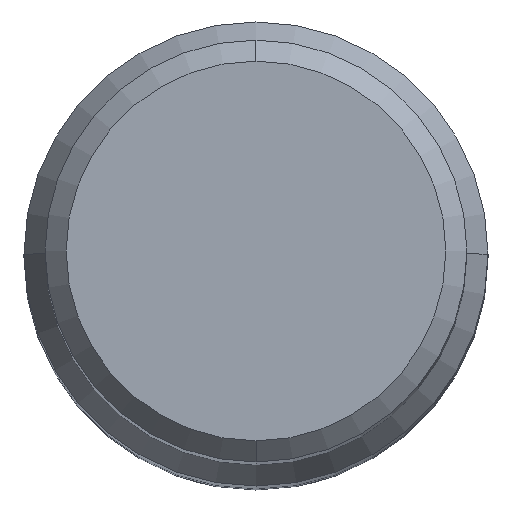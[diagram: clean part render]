
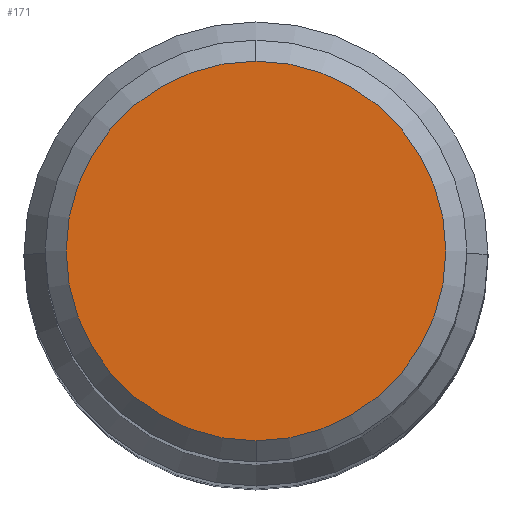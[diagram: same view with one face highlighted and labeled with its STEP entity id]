
A CAD part, top view. The second image highlights one B-rep face of the part: STEP entity #171.
In plain terms, the highlighted planar face has unit normal (0, 0, 1).
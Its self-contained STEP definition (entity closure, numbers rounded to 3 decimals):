
#123=EDGE_CURVE('',#129,#195,#275,.T.);
#129=VERTEX_POINT('',#281);
#171=ADVANCED_FACE('',(#328),#329,.T.);
#173=EDGE_CURVE('',#195,#129,#331,.T.);
#195=VERTEX_POINT('',#354);
#275=CIRCLE('',#435,4.5);
#281=CARTESIAN_POINT('',(0.,-4.5,0.0));
#328=FACE_OUTER_BOUND('',#503,.T.);
#329=PLANE('',#504);
#331=CIRCLE('',#507,4.5);
#354=CARTESIAN_POINT('',(0.0,4.5,0.0));
#435=AXIS2_PLACEMENT_3D('',#635,#636,#637);
#503=EDGE_LOOP('',(#696,#697));
#504=AXIS2_PLACEMENT_3D('',#698,#699,#700);
#507=AXIS2_PLACEMENT_3D('',#701,#702,#703);
#635=CARTESIAN_POINT('',(0.0,0.0,0.0));
#636=DIRECTION('',(0.0,0.0,-1.0));
#637=DIRECTION('',(0.0,1.0,0.0));
#696=ORIENTED_EDGE('',*,*,#173,.F.);
#697=ORIENTED_EDGE('',*,*,#123,.F.);
#698=CARTESIAN_POINT('',(0.0,2.25,0.0));
#699=DIRECTION('',(-0.0,0.0,1.0));
#700=DIRECTION('',(0.0,-1.0,0.0));
#701=CARTESIAN_POINT('',(0.0,0.0,0.0));
#702=DIRECTION('',(0.0,0.0,-1.0));
#703=DIRECTION('',(0.0,1.0,0.0));
